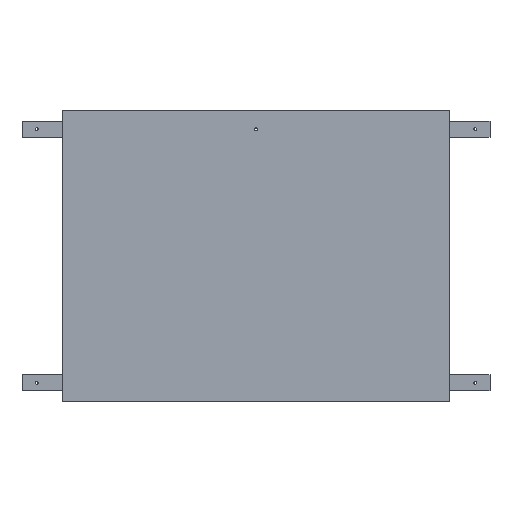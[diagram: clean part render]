
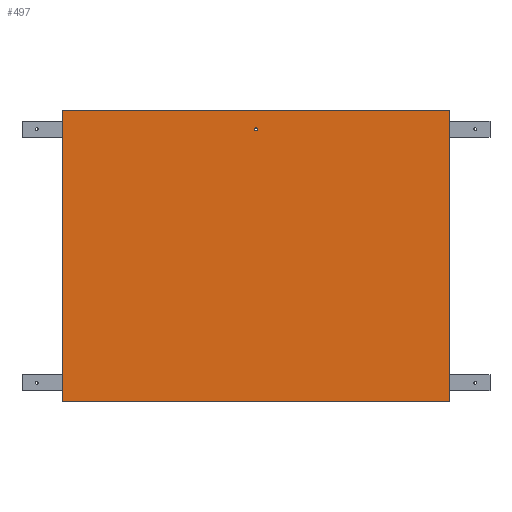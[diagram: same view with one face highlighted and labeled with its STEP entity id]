
A CAD part, left-side view. The second image highlights one B-rep face of the part: STEP entity #497.
In plain terms, the highlighted planar face has unit normal (-1, 0, 0).
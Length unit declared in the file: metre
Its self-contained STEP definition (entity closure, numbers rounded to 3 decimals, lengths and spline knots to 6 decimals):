
#67=LINE('',#787,#119);
#71=LINE('',#795,#123);
#74=LINE('',#801,#126);
#75=LINE('',#803,#127);
#119=VECTOR('',#654,1.);
#123=VECTOR('',#660,1.);
#126=VECTOR('',#665,1.);
#127=VECTOR('',#668,1.);
#242=ORIENTED_EDGE('',*,*,#314,.T.);
#243=ORIENTED_EDGE('',*,*,#304,.F.);
#244=ORIENTED_EDGE('',*,*,#308,.T.);
#245=ORIENTED_EDGE('',*,*,#311,.T.);
#246=ORIENTED_EDGE('',*,*,#312,.F.);
#304=EDGE_CURVE('',#350,#351,#67,.T.);
#308=EDGE_CURVE('',#350,#353,#71,.T.);
#311=EDGE_CURVE('',#353,#355,#74,.T.);
#312=EDGE_CURVE('',#351,#355,#75,.T.);
#314=EDGE_CURVE('',#356,#356,#366,.F.);
#350=VERTEX_POINT('',#786);
#351=VERTEX_POINT('',#788);
#353=VERTEX_POINT('',#794);
#355=VERTEX_POINT('',#800);
#356=VERTEX_POINT('',#807);
#366=CIRCLE('',#547,0.003175);
#404=EDGE_LOOP('',(#242));
#405=EDGE_LOOP('',(#243,#244,#245,#246));
#446=FACE_BOUND('',#404,.T.);
#447=FACE_BOUND('',#405,.T.);
#471=PLANE('',#546);
#497=ADVANCED_FACE('',(#446,#447),#471,.T.);
#546=AXIS2_PLACEMENT_3D('',#805,#670,#671);
#547=AXIS2_PLACEMENT_3D('',#806,#672,#673);
#654=DIRECTION('',(0.,-1.,0.));
#660=DIRECTION('',(0.,0.,-1.));
#665=DIRECTION('',(0.,-1.,0.));
#668=DIRECTION('',(0.,0.,-1.));
#670=DIRECTION('',(-1.,0.,0.));
#671=DIRECTION('',(0.,-1.,0.));
#672=DIRECTION('',(-1.,0.,0.));
#673=DIRECTION('',(0.,0.,1.));
#786=CARTESIAN_POINT('',(-0.631392,0.282632,-0.15065));
#787=CARTESIAN_POINT('',(-0.631392,-0.176801,-0.15065));
#788=CARTESIAN_POINT('',(-0.631392,-0.636234,-0.15065));
#794=CARTESIAN_POINT('',(-0.631392,0.282632,-0.840916));
#795=CARTESIAN_POINT('',(-0.631392,0.282632,-0.495783));
#800=CARTESIAN_POINT('',(-0.631392,-0.636234,-0.840916));
#801=CARTESIAN_POINT('',(-0.631392,-0.176801,-0.840916));
#803=CARTESIAN_POINT('',(-0.631392,-0.636234,-0.495783));
#805=CARTESIAN_POINT('',(-0.631392,-0.176801,-0.495783));
#806=CARTESIAN_POINT('',(-0.631392,-0.176801,-0.1951));
#807=CARTESIAN_POINT('',(-0.631392,-0.176801,-0.191925));
